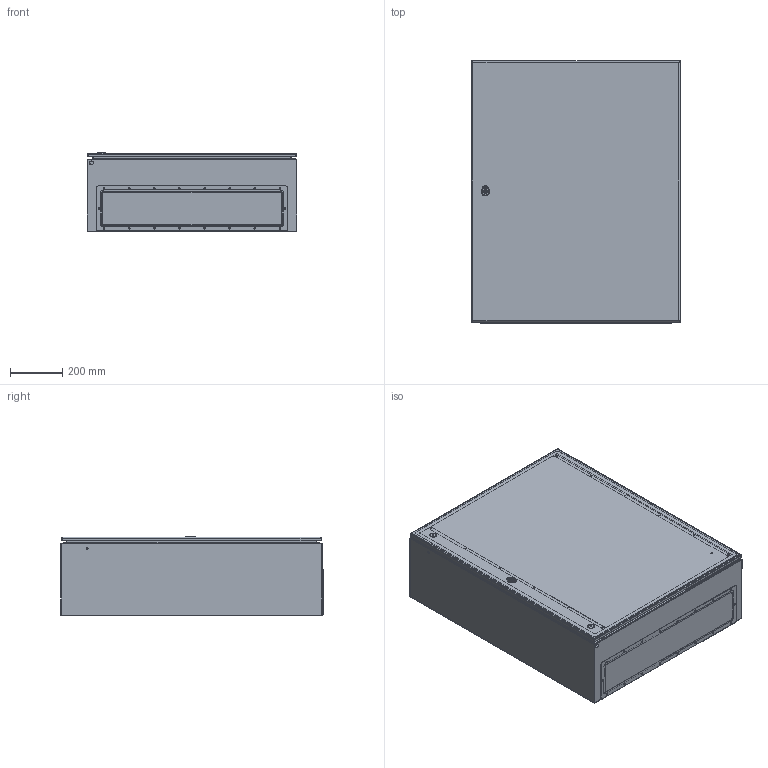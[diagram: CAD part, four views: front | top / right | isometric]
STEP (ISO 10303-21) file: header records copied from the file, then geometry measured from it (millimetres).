
FILE_DESCRIPTION(/* description */ (''),/* implementation_level */ '2;1');
FILE_NAME(/* name */ 'GN1008030.stp',/* time_stamp */ '2020-04-29T10:59:55+02:00',/* author */ (''),/* organization */ (''),/* preprocessor_version */ 'ST-DEVELOPER v16.7',/* originating_system */ 'SIEMENS PLM Software NX 12.0',/* authorisation */ '');
FILE_SCHEMA (('AUTOMOTIVE_DESIGN { 1 0 10303 214 3 1 1 1 }'));
Products named in the file (9): CUERPO_1008030; TAPA_732X172; PUERTA_O_10080; 500.P001-02-BISAGRA CUERPO ARGENTA_stp159; ALZADOR PLACAS ARGENTA160; PL10080; CIERRE TRIPLE VARILLAS_1000; GUIA DE VARILLA REDONDA; GN1008030_stp
Assembly tree (14 placements, depth 2):
  GN1008030_stp
    GUIA DE VARILLA REDONDA  x2
    CIERRE TRIPLE VARILLAS_1000
    PL10080
    ALZADOR PLACAS ARGENTA160  x4
    500.P001-02-BISAGRA CUERPO ARGENTA_stp159  x3
    PUERTA_O_10080
    TAPA_732X172
    CUERPO_1008030
Bounding box: 800 x 1003 x 305.65 mm (x, y, z)
Volume: 6702594 mm3; surface area: 7490711.9 mm2
Topology: 51 solids, 51 shells, 1666 faces, 4223 edges, 2663 vertices
Faces by surface type: plane 725, cylinder 672, bspline 129, cone 63, torus 56, sphere 21
Full cylindrical faces by diameter (mm): 3 x18, 3.5 x74, 5 x12, 5.2 x12, 6 x18, 7 x21, 9 x12, 10 x1, 12 x4, 15.1 x1, 16.25 x1, 17 x4, 19.3 x1
Entity records: 90515 total; most frequent: CARTESIAN_POINT 52826, ORIENTED_EDGE 6974, DIRECTION 6967, EDGE_CURVE 3487, AXIS2_PLACEMENT_3D 2623, VERTEX_POINT 2299, EDGE_LOOP 2026, LINE 1721
